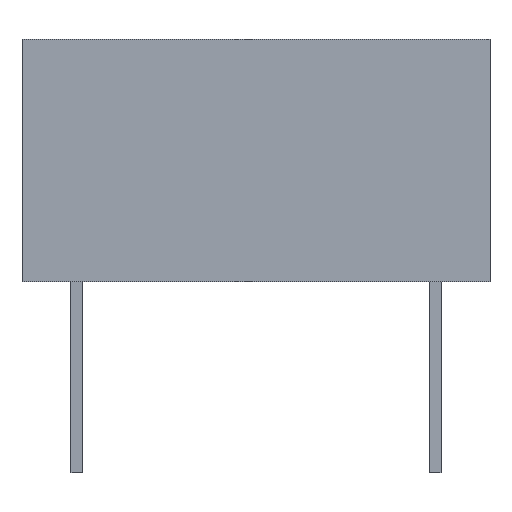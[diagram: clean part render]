
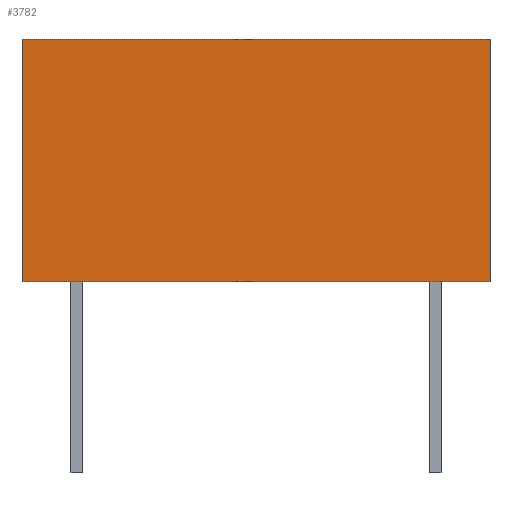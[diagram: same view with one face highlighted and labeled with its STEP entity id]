
A CAD part, front view. The second image highlights one B-rep face of the part: STEP entity #3782.
In plain terms, the highlighted planar face has unit normal (0, -1, 0).
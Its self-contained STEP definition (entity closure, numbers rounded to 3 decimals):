
#4 = AXIS2_PLACEMENT_3D ( 'NONE', #4215, #96, #3824 ) ;
#9 = ORIENTED_EDGE ( 'NONE', *, *, #3465, .F. ) ;
#96 = DIRECTION ( 'NONE',  ( 0., -1., 0. ) ) ;
#230 = ORIENTED_EDGE ( 'NONE', *, *, #1139, .T. ) ;
#448 = FACE_OUTER_BOUND ( 'NONE', #3502, .T. ) ;
#501 = LINE ( 'NONE', #1248, #3550 ) ;
#847 = LINE ( 'NONE', #3432, #4688 ) ;
#951 = VECTOR ( 'NONE', #2273, 1000. ) ;
#982 = VERTEX_POINT ( 'NONE', #1277 ) ;
#1139 = EDGE_CURVE ( 'NONE', #2138, #1844, #1758, .T. ) ;
#1248 = CARTESIAN_POINT ( 'NONE',  ( 458.499, 397.434, -0.5 ) ) ;
#1277 = CARTESIAN_POINT ( 'NONE',  ( 448.699, 397.434, -0.5 ) ) ;
#1421 = DIRECTION ( 'NONE',  ( -1., 0., 0. ) ) ;
#1481 = LINE ( 'NONE', #2716, #951 ) ;
#1758 = LINE ( 'NONE', #2944, #2660 ) ;
#1844 = VERTEX_POINT ( 'NONE', #2053 ) ;
#2053 = CARTESIAN_POINT ( 'NONE',  ( 448.699, 397.434, 4.58 ) ) ;
#2101 = CARTESIAN_POINT ( 'NONE',  ( 458.499, 397.434, 4.58 ) ) ;
#2138 = VERTEX_POINT ( 'NONE', #2101 ) ;
#2273 = DIRECTION ( 'NONE',  ( 0., 0., 1. ) ) ;
#2660 = VECTOR ( 'NONE', #1421, 1000. ) ;
#2716 = CARTESIAN_POINT ( 'NONE',  ( 448.699, 397.434, -0.5 ) ) ;
#2944 = CARTESIAN_POINT ( 'NONE',  ( 448.699, 397.434, 4.58 ) ) ;
#3122 = PLANE ( 'NONE',  #4 ) ;
#3281 = EDGE_CURVE ( 'NONE', #3976, #982, #847, .T. ) ;
#3432 = CARTESIAN_POINT ( 'NONE',  ( 458.499, 397.434, -0.5 ) ) ;
#3465 = EDGE_CURVE ( 'NONE', #2138, #3976, #501, .T. ) ;
#3502 = EDGE_LOOP ( 'NONE', ( #9, #230, #4460, #3538 ) ) ;
#3538 = ORIENTED_EDGE ( 'NONE', *, *, #3281, .F. ) ;
#3550 = VECTOR ( 'NONE', #3880, 1000. ) ;
#3774 = EDGE_CURVE ( 'NONE', #982, #1844, #1481, .T. ) ;
#3782 = ADVANCED_FACE ( 'NONE', ( #448 ), #3122, .T. ) ;
#3824 = DIRECTION ( 'NONE',  ( 0., 0., -1. ) ) ;
#3880 = DIRECTION ( 'NONE',  ( 0., 0., -1. ) ) ;
#3922 = CARTESIAN_POINT ( 'NONE',  ( 458.499, 397.434, -0.5 ) ) ;
#3976 = VERTEX_POINT ( 'NONE', #3922 ) ;
#4215 = CARTESIAN_POINT ( 'NONE',  ( 448.699, 397.434, 4.58 ) ) ;
#4460 = ORIENTED_EDGE ( 'NONE', *, *, #3774, .F. ) ;
#4547 = DIRECTION ( 'NONE',  ( -1., 0., 0. ) ) ;
#4688 = VECTOR ( 'NONE', #4547, 1000. ) ;
